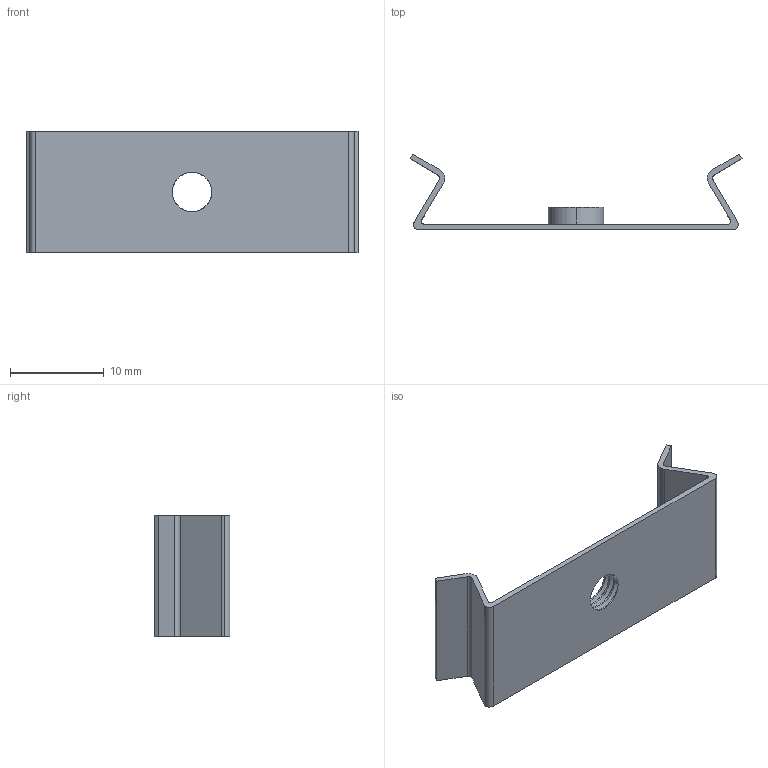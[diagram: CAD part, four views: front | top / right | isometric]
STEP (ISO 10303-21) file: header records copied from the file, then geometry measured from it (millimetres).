
FILE_DESCRIPTION (( 'STEP AP214' ), '1' );
FILE_NAME ('1030-055.STEP', '2024-01-05T13:16:54', ( '' ), ( '' ), 'SwSTEP 2.0', 'SolidWorks 2022', '' );
FILE_SCHEMA (( 'AUTOMOTIVE_DESIGN' ));
Length unit declared in the file: millimetre
Products named in the file (1): 1030-055
Bounding box: 35.4 x 8.08 x 13 mm (x, y, z)
Volume: 427.9 mm3; surface area: 1526.3 mm2
Topology: 1 solids, 1 shells, 41 faces, 112 edges, 74 vertices
Faces by surface type: cylinder 22, plane 16, bspline 3
Entity records: 2526 total; most frequent: CARTESIAN_POINT 1480, ORIENTED_EDGE 224, DIRECTION 203, EDGE_CURVE 112, VERTEX_POINT 74, AXIS2_PLACEMENT_3D 71, VECTOR 61, LINE 61
